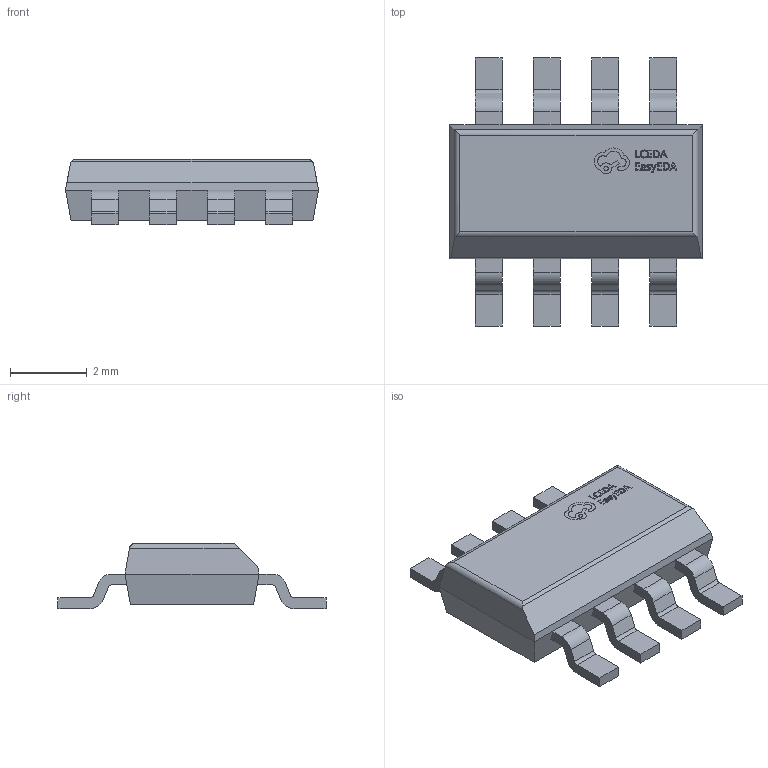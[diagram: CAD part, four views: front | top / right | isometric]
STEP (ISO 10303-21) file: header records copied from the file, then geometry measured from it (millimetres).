
FILE_DESCRIPTION (( 'STEP AP214' ), '1' );
FILE_NAME ('SM-8_L6.6-W3.5-H1.7-P1.52-LS7.0-BL.step', '2022-07-05T10:50:25', ( '' ), ( '' ), 'SwSTEP 2.0', 'SolidWorks 2020', '' );
FILE_SCHEMA (( 'AUTOMOTIVE_DESIGN' ));
Length unit declared in the file: millimetre
Products named in the file (1): SM-8_L6.6-W3.5-H1.7-P1.52-LS7.0-BL
Bounding box: 6.6 x 7 x 1.7 mm (x, y, z)
Volume: 37.1 mm3; surface area: 106 mm2
Topology: 5 solids, 5 shells, 347 faces, 940 edges, 622 vertices
Faces by surface type: plane 213, bspline 98, cylinder 36
Entity records: 15225 total; most frequent: CARTESIAN_POINT 3234, ORIENTED_EDGE 1880, DIRECTION 1298, EDGE_CURVE 940, LINE 670, VECTOR 670, VERTEX_POINT 622, EDGE_LOOP 366
